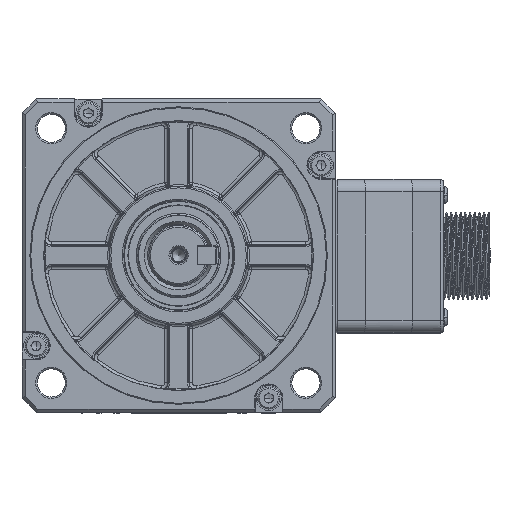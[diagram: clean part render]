
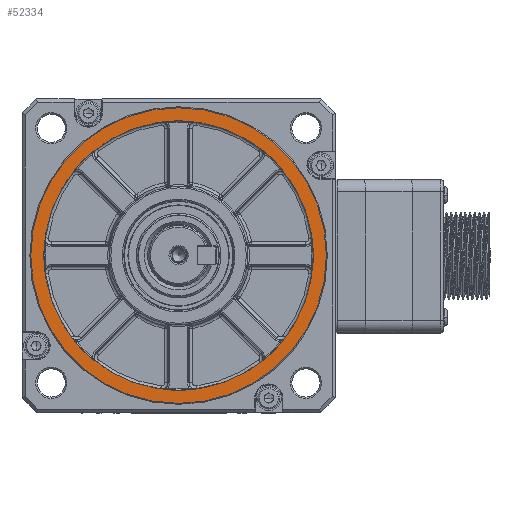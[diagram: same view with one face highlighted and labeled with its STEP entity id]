
A CAD part, top view. The second image highlights one B-rep face of the part: STEP entity #52334.
In plain terms, the highlighted planar face has unit normal (0, 0, 1).
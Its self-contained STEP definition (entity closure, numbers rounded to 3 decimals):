
#52094=CARTESIAN_POINT('',(47.2,0.,60.75));
#52095=VERTEX_POINT('',#52094);
#52105=CARTESIAN_POINT('',(0.,0.,60.75));
#52106=DIRECTION('',(1.,0.,0.));
#52107=DIRECTION('',(0.,0.,-1.));
#52108=AXIS2_PLACEMENT_3D('',#52105,#52107,#52106);
#52109=CIRCLE('',#52108,47.2);
#52110=EDGE_CURVE('',#52095,#52095,#52109,.T.);
#52315=CARTESIAN_POINT('',(0.,0.,60.75));
#52316=DIRECTION('',(0.,1.,0.));
#52317=DIRECTION('',(0.,-0.,1.));
#52318=AXIS2_PLACEMENT_3D('',#52315,#52317,#52316);
#52319=PLANE('',#52318);
#52320=ORIENTED_EDGE('',*,*,#52110,.F.);
#52321=EDGE_LOOP('',(#52320));
#52322=FACE_OUTER_BOUND('',#52321,.T.);
#52323=CARTESIAN_POINT('',(43.,0.,60.75));
#52324=VERTEX_POINT('',#52323);
#52325=CARTESIAN_POINT('',(0.,0.,60.75));
#52326=DIRECTION('',(1.,0.,0.));
#52327=DIRECTION('',(0.,0.,-1.));
#52328=AXIS2_PLACEMENT_3D('',#52325,#52327,#52326);
#52329=CIRCLE('',#52328,43.);
#52330=EDGE_CURVE('',#52324,#52324,#52329,.T.);
#52331=ORIENTED_EDGE('',*,*,#52330,.T.);
#52332=EDGE_LOOP('',(#52331));
#52333=FACE_BOUND('',#52332,.T.);
#52334=ADVANCED_FACE('',(#52322,#52333),#52319,.T.);
